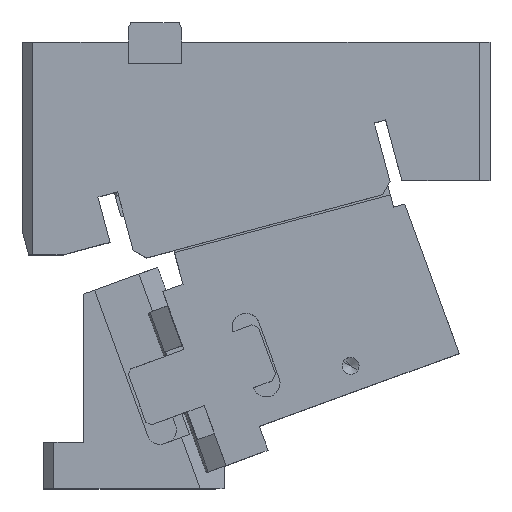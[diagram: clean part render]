
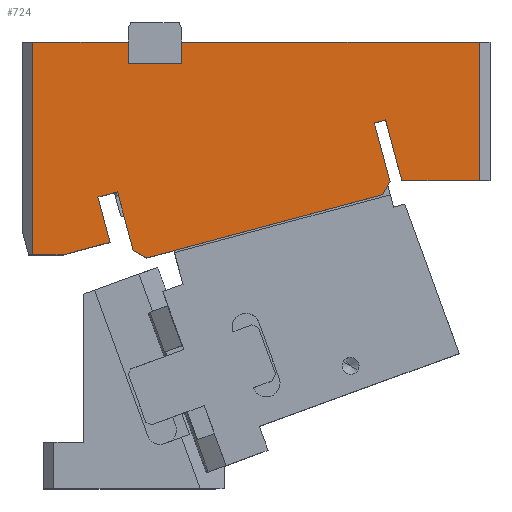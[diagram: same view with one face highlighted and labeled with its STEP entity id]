
A CAD part, top view. The second image highlights one B-rep face of the part: STEP entity #724.
In plain terms, the highlighted planar face has unit normal (0, 0, 1).
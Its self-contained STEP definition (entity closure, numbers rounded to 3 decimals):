
#126=CARTESIAN_POINT('Vertex',(-130.682,40.,30.)) ;
#129=CARTESIAN_POINT('Line Origine',(-137.841,40.,30.)) ;
#133=CARTESIAN_POINT('Vertex',(-145.,40.,30.)) ;
#538=CARTESIAN_POINT('Line Origine',(-145.,90.,30.)) ;
#542=CARTESIAN_POINT('Vertex',(-145.,140.,30.)) ;
#565=CARTESIAN_POINT('Axis2P3D Location',(70.,140.,30.)) ;
#570=CARTESIAN_POINT('Line Origine',(19.321,88.192,30.)) ;
#574=CARTESIAN_POINT('Vertex',(23.015,74.405,30.)) ;
#576=CARTESIAN_POINT('Vertex',(15.627,101.979,30.)) ;
#579=CARTESIAN_POINT('Line Origine',(15.868,102.044,30.)) ;
#583=CARTESIAN_POINT('Vertex',(16.11,102.109,30.)) ;
#586=CARTESIAN_POINT('Line Origine',(18.525,102.756,30.)) ;
#590=CARTESIAN_POINT('Vertex',(20.939,103.403,30.)) ;
#593=CARTESIAN_POINT('Line Origine',(24.745,89.201,30.)) ;
#597=CARTESIAN_POINT('Vertex',(28.55,75.,30.)) ;
#600=CARTESIAN_POINT('Line Origine',(46.775,75.,30.)) ;
#604=CARTESIAN_POINT('Vertex',(65.,75.,30.)) ;
#607=CARTESIAN_POINT('Line Origine',(65.,107.5,30.)) ;
#611=CARTESIAN_POINT('Vertex',(65.,140.,30.)) ;
#614=CARTESIAN_POINT('Line Origine',(-5.,140.,30.)) ;
#618=CARTESIAN_POINT('Vertex',(-75.,140.,30.)) ;
#621=CARTESIAN_POINT('Line Origine',(-75.,135.,30.)) ;
#625=CARTESIAN_POINT('Vertex',(-75.,130.,30.)) ;
#628=CARTESIAN_POINT('Line Origine',(-87.5,130.,30.)) ;
#632=CARTESIAN_POINT('Vertex',(-100.,130.,30.)) ;
#635=CARTESIAN_POINT('Line Origine',(-100.,135.,30.)) ;
#639=CARTESIAN_POINT('Vertex',(-100.,140.,30.)) ;
#642=CARTESIAN_POINT('Line Origine',(-122.5,140.,30.)) ;
#647=CARTESIAN_POINT('Line Origine',(-119.639,42.959,30.)) ;
#651=CARTESIAN_POINT('Vertex',(-108.596,45.918,30.)) ;
#654=CARTESIAN_POINT('Line Origine',(-111.443,56.543,30.)) ;
#658=CARTESIAN_POINT('Vertex',(-114.29,67.168,30.)) ;
#661=CARTESIAN_POINT('Line Origine',(-109.943,68.333,30.)) ;
#665=CARTESIAN_POINT('Vertex',(-105.597,69.498,30.)) ;
#668=CARTESIAN_POINT('Line Origine',(-105.355,69.562,30.)) ;
#672=CARTESIAN_POINT('Vertex',(-105.114,69.627,30.)) ;
#675=CARTESIAN_POINT('Line Origine',(-101.42,55.84,30.)) ;
#679=CARTESIAN_POINT('Vertex',(-97.725,42.053,30.)) ;
#682=CARTESIAN_POINT('Line Origine',(-94.663,40.285,30.)) ;
#686=CARTESIAN_POINT('Vertex',(-91.602,38.517,30.)) ;
#689=CARTESIAN_POINT('Line Origine',(-36.061,53.399,30.)) ;
#693=CARTESIAN_POINT('Vertex',(19.48,68.281,30.)) ;
#696=CARTESIAN_POINT('Line Origine',(21.248,71.343,30.)) ;
#130=DIRECTION('Vector Direction',(1.,0.,0.)) ;
#539=DIRECTION('Vector Direction',(0.,-1.,0.)) ;
#566=DIRECTION('Axis2P3D Direction',(0.,0.,1.)) ;
#567=DIRECTION('Axis2P3D XDirection',(1.,0.,0.)) ;
#571=DIRECTION('Vector Direction',(-0.259,0.966,0.)) ;
#580=DIRECTION('Vector Direction',(0.966,0.259,0.)) ;
#587=DIRECTION('Vector Direction',(0.966,0.259,0.)) ;
#594=DIRECTION('Vector Direction',(0.259,-0.966,0.)) ;
#601=DIRECTION('Vector Direction',(1.,0.,0.)) ;
#608=DIRECTION('Vector Direction',(0.,1.,0.)) ;
#615=DIRECTION('Vector Direction',(-1.,0.,0.)) ;
#622=DIRECTION('Vector Direction',(0.,1.,0.)) ;
#629=DIRECTION('Vector Direction',(1.,0.,0.)) ;
#636=DIRECTION('Vector Direction',(0.,1.,0.)) ;
#643=DIRECTION('Vector Direction',(-1.,0.,0.)) ;
#648=DIRECTION('Vector Direction',(0.966,0.259,0.)) ;
#655=DIRECTION('Vector Direction',(-0.259,0.966,0.)) ;
#662=DIRECTION('Vector Direction',(-0.966,-0.259,0.)) ;
#669=DIRECTION('Vector Direction',(0.966,0.259,0.)) ;
#676=DIRECTION('Vector Direction',(-0.259,0.966,0.)) ;
#683=DIRECTION('Vector Direction',(0.866,-0.5,0.)) ;
#690=DIRECTION('Vector Direction',(0.966,0.259,0.)) ;
#697=DIRECTION('Vector Direction',(0.5,0.866,0.)) ;
#568=AXIS2_PLACEMENT_3D('Plane Axis2P3D',#565,#566,#567) ;
#702=ORIENTED_EDGE('',*,*,#578,.T.) ;
#703=ORIENTED_EDGE('',*,*,#585,.T.) ;
#704=ORIENTED_EDGE('',*,*,#592,.T.) ;
#705=ORIENTED_EDGE('',*,*,#599,.T.) ;
#706=ORIENTED_EDGE('',*,*,#606,.T.) ;
#707=ORIENTED_EDGE('',*,*,#613,.T.) ;
#708=ORIENTED_EDGE('',*,*,#620,.T.) ;
#709=ORIENTED_EDGE('',*,*,#627,.F.) ;
#710=ORIENTED_EDGE('',*,*,#634,.F.) ;
#711=ORIENTED_EDGE('',*,*,#641,.T.) ;
#712=ORIENTED_EDGE('',*,*,#646,.T.) ;
#713=ORIENTED_EDGE('',*,*,#544,.T.) ;
#714=ORIENTED_EDGE('',*,*,#135,.F.) ;
#715=ORIENTED_EDGE('',*,*,#653,.T.) ;
#716=ORIENTED_EDGE('',*,*,#660,.T.) ;
#717=ORIENTED_EDGE('',*,*,#667,.F.) ;
#718=ORIENTED_EDGE('',*,*,#674,.T.) ;
#719=ORIENTED_EDGE('',*,*,#681,.F.) ;
#720=ORIENTED_EDGE('',*,*,#688,.T.) ;
#721=ORIENTED_EDGE('',*,*,#695,.T.) ;
#722=ORIENTED_EDGE('',*,*,#700,.T.) ;
#131=VECTOR('Line Direction',#130,1.) ;
#540=VECTOR('Line Direction',#539,1.) ;
#572=VECTOR('Line Direction',#571,1.) ;
#581=VECTOR('Line Direction',#580,1.) ;
#588=VECTOR('Line Direction',#587,1.) ;
#595=VECTOR('Line Direction',#594,1.) ;
#602=VECTOR('Line Direction',#601,1.) ;
#609=VECTOR('Line Direction',#608,1.) ;
#616=VECTOR('Line Direction',#615,1.) ;
#623=VECTOR('Line Direction',#622,1.) ;
#630=VECTOR('Line Direction',#629,1.) ;
#637=VECTOR('Line Direction',#636,1.) ;
#644=VECTOR('Line Direction',#643,1.) ;
#649=VECTOR('Line Direction',#648,1.) ;
#656=VECTOR('Line Direction',#655,1.) ;
#663=VECTOR('Line Direction',#662,1.) ;
#670=VECTOR('Line Direction',#669,1.) ;
#677=VECTOR('Line Direction',#676,1.) ;
#684=VECTOR('Line Direction',#683,1.) ;
#691=VECTOR('Line Direction',#690,1.) ;
#698=VECTOR('Line Direction',#697,1.) ;
#724=ADVANCED_FACE('CAM HOLDER',(#723),#569,.T.) ;
#135=EDGE_CURVE('',#127,#134,#132,.F.) ;
#544=EDGE_CURVE('',#543,#134,#541,.T.) ;
#578=EDGE_CURVE('',#575,#577,#573,.T.) ;
#585=EDGE_CURVE('',#577,#584,#582,.T.) ;
#592=EDGE_CURVE('',#584,#591,#589,.T.) ;
#599=EDGE_CURVE('',#591,#598,#596,.T.) ;
#606=EDGE_CURVE('',#598,#605,#603,.T.) ;
#613=EDGE_CURVE('',#605,#612,#610,.T.) ;
#620=EDGE_CURVE('',#612,#619,#617,.T.) ;
#627=EDGE_CURVE('',#626,#619,#624,.T.) ;
#634=EDGE_CURVE('',#633,#626,#631,.T.) ;
#641=EDGE_CURVE('',#633,#640,#638,.T.) ;
#646=EDGE_CURVE('',#640,#543,#645,.T.) ;
#653=EDGE_CURVE('',#127,#652,#650,.T.) ;
#660=EDGE_CURVE('',#652,#659,#657,.T.) ;
#667=EDGE_CURVE('',#666,#659,#664,.T.) ;
#674=EDGE_CURVE('',#666,#673,#671,.T.) ;
#681=EDGE_CURVE('',#680,#673,#678,.T.) ;
#688=EDGE_CURVE('',#680,#687,#685,.T.) ;
#695=EDGE_CURVE('',#687,#694,#692,.T.) ;
#700=EDGE_CURVE('',#694,#575,#699,.T.) ;
#701=EDGE_LOOP('',(#702,#703,#704,#705,#706,#707,#708,#709,#710,#711,#712,#713,#714,#715,#716,#717,#718,#719,#720,#721,#722)) ;
#723=FACE_OUTER_BOUND('',#701,.T.) ;
#132=LINE('Line',#129,#131) ;
#541=LINE('Line',#538,#540) ;
#573=LINE('Line',#570,#572) ;
#582=LINE('Line',#579,#581) ;
#589=LINE('Line',#586,#588) ;
#596=LINE('Line',#593,#595) ;
#603=LINE('Line',#600,#602) ;
#610=LINE('Line',#607,#609) ;
#617=LINE('Line',#614,#616) ;
#624=LINE('Line',#621,#623) ;
#631=LINE('Line',#628,#630) ;
#638=LINE('Line',#635,#637) ;
#645=LINE('Line',#642,#644) ;
#650=LINE('Line',#647,#649) ;
#657=LINE('Line',#654,#656) ;
#664=LINE('Line',#661,#663) ;
#671=LINE('Line',#668,#670) ;
#678=LINE('Line',#675,#677) ;
#685=LINE('Line',#682,#684) ;
#692=LINE('Line',#689,#691) ;
#699=LINE('Line',#696,#698) ;
#569=PLANE('Plane',#568) ;
#127=VERTEX_POINT('',#126) ;
#134=VERTEX_POINT('',#133) ;
#543=VERTEX_POINT('',#542) ;
#575=VERTEX_POINT('',#574) ;
#577=VERTEX_POINT('',#576) ;
#584=VERTEX_POINT('',#583) ;
#591=VERTEX_POINT('',#590) ;
#598=VERTEX_POINT('',#597) ;
#605=VERTEX_POINT('',#604) ;
#612=VERTEX_POINT('',#611) ;
#619=VERTEX_POINT('',#618) ;
#626=VERTEX_POINT('',#625) ;
#633=VERTEX_POINT('',#632) ;
#640=VERTEX_POINT('',#639) ;
#652=VERTEX_POINT('',#651) ;
#659=VERTEX_POINT('',#658) ;
#666=VERTEX_POINT('',#665) ;
#673=VERTEX_POINT('',#672) ;
#680=VERTEX_POINT('',#679) ;
#687=VERTEX_POINT('',#686) ;
#694=VERTEX_POINT('',#693) ;
